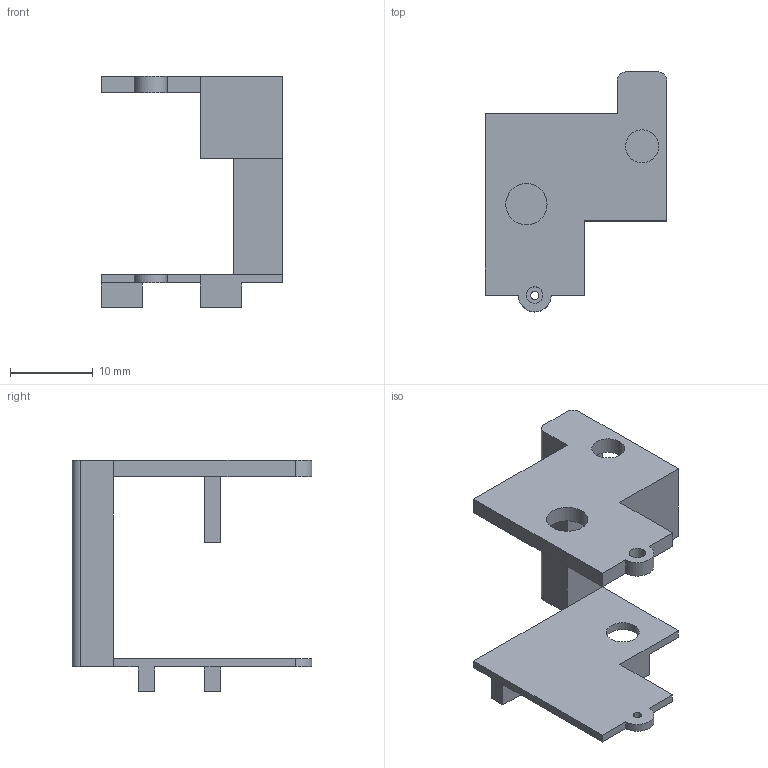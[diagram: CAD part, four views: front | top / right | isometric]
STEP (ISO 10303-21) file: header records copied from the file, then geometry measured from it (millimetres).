
FILE_DESCRIPTION(('produced by SPATIAL CORP'),'2;1');
FILE_NAME( 'rec_stay.prt.hh.sat.stp', '2002-04-19T13:52:08+00:00',('SPATIAL CORP'),('SPATIAL CORP'), 'ACIS STEP Husk','http://www.spatial.com','SPATIAL CORP');
FILE_SCHEMA(('CONFIG_CONTROL_DESIGN'));
Length unit declared in the file: millimetre
Products named in the file (1): PRODUCT_ID_1
Bounding box: 22 x 29 x 28 mm (x, y, z)
Volume: 2023.7 mm3; surface area: 2688.4 mm2
Topology: 1 solids, 1 shells, 51 faces, 143 edges, 94 vertices
Faces by surface type: plane 34, cylinder 17
Entity records: 1714 total; most frequent: ORIENTED_EDGE 286, CARTESIAN_POINT 282, DIRECTION 267, EDGE_CURVE 143, VECTOR 109, LINE 109, VERTEX_POINT 94, AXIS2_PLACEMENT_3D 79
